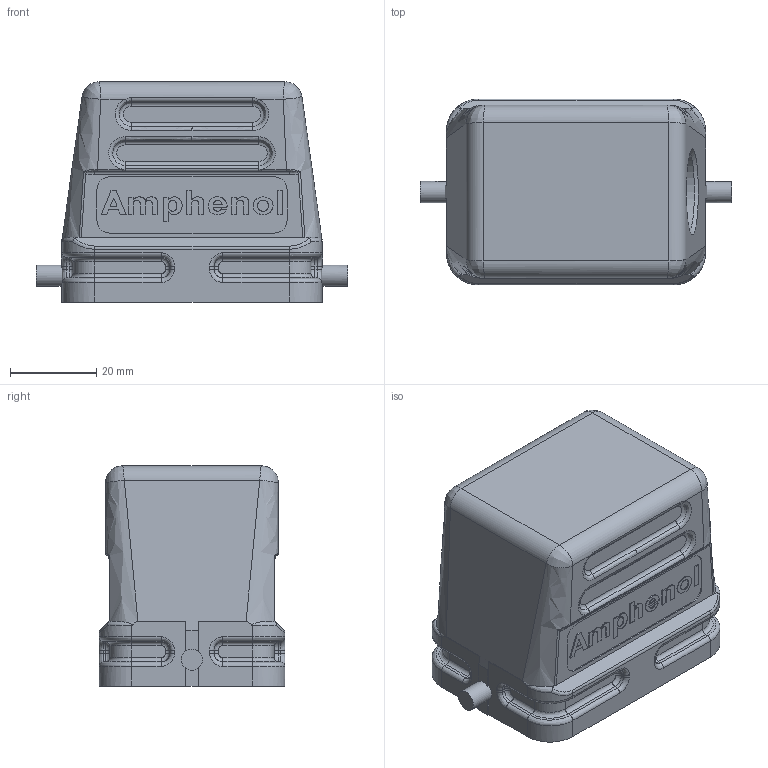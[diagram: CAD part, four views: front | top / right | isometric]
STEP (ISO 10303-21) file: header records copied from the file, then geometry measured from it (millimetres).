
FILE_DESCRIPTION(/* description */ (''),/* implementation_level */ '2;1');
FILE_NAME(/* name */ 'c146 21r006 506 1nxc001-05.stp',/* time_stamp */ '2021-04-07T08:07:46+02:00',/* author */ (''),/* organization */ (''),/* preprocessor_version */ 'ST-DEVELOPER v16.7',/* originating_system */ 'SIEMENS PLM Software NX 12.0',/* authorisation */ '');
FILE_SCHEMA (('AUTOMOTIVE_DESIGN { 1 0 10303 214 3 1 1 1 }'));
Length unit declared in the file: millimetre
Products named in the file (3): C146 K01 352 E1-01_29259ID; c146 21r006 506 1nxm001-05_SOLID; c146 21r006 506 1nxc001-05
Assembly tree (2 placements, depth 3):
  c146 21r006 506 1nxc001-05
    c146 21r006 506 1nxm001-05_SOLID
      C146 K01 352 E1-01_29259ID
Bounding box: 72 x 43 x 51 mm (x, y, z)
Volume: 33619.6 mm3; surface area: 22284 mm2
Topology: 1 solids, 1 shells, 527 faces, 1326 edges, 812 vertices
Faces by surface type: plane 177, bspline 137, cylinder 130, extrusion 66, cone 17
Full cylindrical faces by diameter (mm): 2.5 x4, 4.9 x2, 18.38 x1
Entity records: 22249 total; most frequent: CARTESIAN_POINT 7405, ORIENTED_EDGE 2552, DIRECTION 2057, EDGE_CURVE 1276, VERTEX_POINT 801, AXIS2_PLACEMENT_3D 688, VECTOR 681, LINE 615
